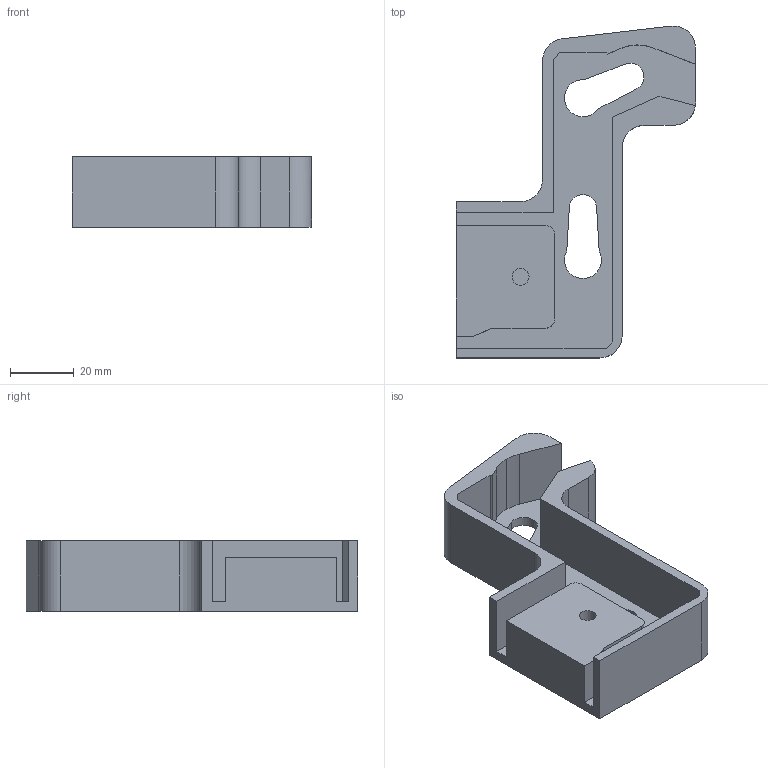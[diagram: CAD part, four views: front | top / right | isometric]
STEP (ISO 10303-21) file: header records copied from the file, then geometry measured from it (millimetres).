
FILE_DESCRIPTION(/* description */ (''),/* implementation_level */ '2;1');
FILE_NAME(/* name */ 'Calibration Side 1.step',/* time_stamp */ '2019-09-19T13:49:24-04:00',/* author */ (''),/* organization */ (''),/* preprocessor_version */ 'ST-DEVELOPER v18',/* originating_system */ 'Autodesk Translation Framework v8.6.0.1094',/* authorisation */ '');
FILE_SCHEMA (('AUTOMOTIVE_DESIGN { 1 0 10303 214 3 1 1 }'));
Length unit declared in the file: millimetre
Products named in the file (1): Calibration Side 1
Bounding box: 75 x 104.13 x 22.27 mm (x, y, z)
Volume: 46782.7 mm3; surface area: 22026.8 mm2
Topology: 1 solids, 1 shells, 50 faces, 141 edges, 94 vertices
Faces by surface type: plane 34, cylinder 13, bspline 3
Full cylindrical faces by diameter (mm): 5.334 x1
Entity records: 1775 total; most frequent: CARTESIAN_POINT 433, ORIENTED_EDGE 282, DIRECTION 256, EDGE_CURVE 141, LINE 106, VECTOR 106, VERTEX_POINT 94, AXIS2_PLACEMENT_3D 75
